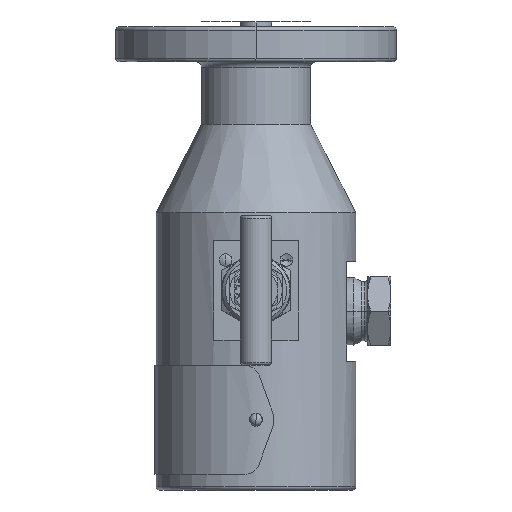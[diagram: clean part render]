
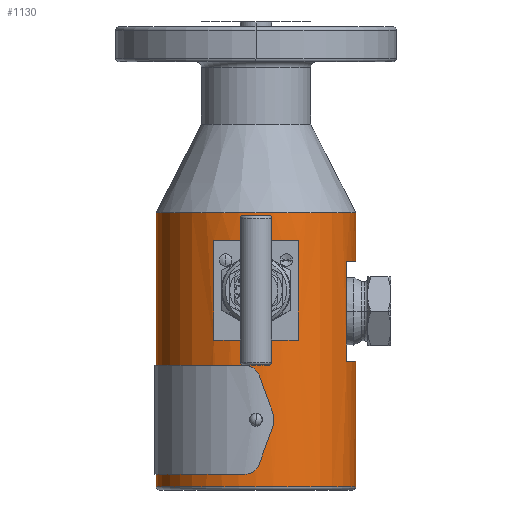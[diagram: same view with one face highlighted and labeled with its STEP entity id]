
A CAD part, left-side view. The second image highlights one B-rep face of the part: STEP entity #1130.
In plain terms, the highlighted cylindrical face has radius 32 mm (diameter 64 mm), a partial arc.
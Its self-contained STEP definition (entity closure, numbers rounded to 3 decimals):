
#181=CARTESIAN_POINT('',(0.,0.,5.));
#182=DIRECTION('',(0.,0.,-1.));
#183=DIRECTION('',(-0.906,-0.423,0.));
#184=AXIS2_PLACEMENT_3D('',#181,#182,#183);
#186=DIRECTION('',(0.,0.,1.));
#187=VECTOR('',#186,32.);
#188=CARTESIAN_POINT('',(-29.,13.528,-27.));
#189=LINE('',#188,#187);
#190=CARTESIAN_POINT('',(0.,0.,-27.));
#191=DIRECTION('',(0.,0.,1.));
#192=DIRECTION('',(-0.906,0.423,0.));
#193=AXIS2_PLACEMENT_3D('',#190,#191,#192);
#195=DIRECTION('',(0.,0.,1.));
#196=VECTOR('',#195,32.);
#197=CARTESIAN_POINT('',(-29.,-13.528,-27.));
#198=LINE('',#197,#196);
#199=CARTESIAN_POINT('',(0.,0.,-33.7));
#200=DIRECTION('',(0.,0.,1.));
#201=DIRECTION('',(-0.423,-0.906,0.));
#202=AXIS2_PLACEMENT_3D('',#199,#200,#201);
#204=CARTESIAN_POINT('',(0.,0.,-74.));
#205=DIRECTION('',(0.,0.,-1.));
#206=DIRECTION('',(0.,-1.,0.));
#207=AXIS2_PLACEMENT_3D('',#204,#205,#206);
#209=CARTESIAN_POINT('',(0.,0.,13.842));
#210=DIRECTION('',(0.,0.,1.));
#211=DIRECTION('',(0.,1.,0.));
#212=AXIS2_PLACEMENT_3D('',#209,#210,#211);
#214=CARTESIAN_POINT('',(0.,0.,-1.7));
#215=DIRECTION('',(0.,0.,1.));
#216=DIRECTION('',(-0.423,-0.906,0.));
#217=AXIS2_PLACEMENT_3D('',#214,#215,#216);
#219=DIRECTION('',(0.,0.,1.));
#220=VECTOR('',#219,32.);
#221=CARTESIAN_POINT('',(-13.528,-29.,-33.7));
#222=LINE('',#221,#220);
#223=CARTESIAN_POINT('',(-31.974,1.3,-52.5));
#224=CARTESIAN_POINT('',(-31.974,1.3,-52.657));
#225=CARTESIAN_POINT('',(-31.976,1.247,-52.951));
#226=CARTESIAN_POINT('',(-31.984,1.016,-53.353));
#227=CARTESIAN_POINT('',(-31.994,0.663,
-53.649));
#228=CARTESIAN_POINT('',(-32.,0.23,
-53.807));
#229=CARTESIAN_POINT('',(-32.,-0.23,
-53.807));
#230=CARTESIAN_POINT('',(-31.994,-0.663,
-53.649));
#231=CARTESIAN_POINT('',(-31.984,-1.016,
-53.353));
#232=CARTESIAN_POINT('',(-31.976,-1.247,
-52.951));
#233=CARTESIAN_POINT('',(-31.974,-1.3,-52.657));
#234=CARTESIAN_POINT('',(-31.974,-1.3,-52.5));
#236=CARTESIAN_POINT('',(-31.974,-1.3,-52.5));
#237=CARTESIAN_POINT('',(-31.974,-1.3,-52.343));
#238=CARTESIAN_POINT('',(-31.976,-1.247,
-52.049));
#239=CARTESIAN_POINT('',(-31.984,-1.016,
-51.647));
#240=CARTESIAN_POINT('',(-31.994,-0.663,
-51.351));
#241=CARTESIAN_POINT('',(-32.,-0.23,
-51.193));
#242=CARTESIAN_POINT('',(-32.,0.23,
-51.193));
#243=CARTESIAN_POINT('',(-31.994,0.663,
-51.351));
#244=CARTESIAN_POINT('',(-31.984,1.016,-51.647));
#245=CARTESIAN_POINT('',(-31.976,1.247,-52.049));
#246=CARTESIAN_POINT('',(-31.974,1.3,-52.343));
#247=CARTESIAN_POINT('',(-31.974,1.3,-52.5));
#263=DIRECTION('',(0.,0.,-1.));
#264=VECTOR('',#263,15.542);
#265=CARTESIAN_POINT('',(0.,-32.,13.842));
#266=LINE('',#265,#264);
#272=DIRECTION('',(0.,0.,-1.));
#273=VECTOR('',#272,87.842);
#274=CARTESIAN_POINT('',(0.,32.,13.842));
#275=LINE('',#274,#273);
#281=DIRECTION('',(0.,0.,-1.));
#282=VECTOR('',#281,40.3);
#283=CARTESIAN_POINT('',(0.,-32.,-33.7));
#284=LINE('',#283,#282);
#727=CARTESIAN_POINT('',(0.,32.,13.842));
#728=CARTESIAN_POINT('',(0.,-32.,13.842));
#729=VERTEX_POINT('',#727);
#730=VERTEX_POINT('',#728);
#743=CARTESIAN_POINT('',(0.,-32.,-74.));
#744=CARTESIAN_POINT('',(0.,32.,-74.));
#745=VERTEX_POINT('',#743);
#746=VERTEX_POINT('',#744);
#771=CARTESIAN_POINT('',(-29.,-13.528,5.));
#772=CARTESIAN_POINT('',(-29.,13.528,5.));
#773=VERTEX_POINT('',#771);
#774=VERTEX_POINT('',#772);
#775=CARTESIAN_POINT('',(-29.,13.528,-27.));
#776=VERTEX_POINT('',#775);
#777=CARTESIAN_POINT('',(-29.,-13.528,-27.));
#778=VERTEX_POINT('',#777);
#779=CARTESIAN_POINT('',(-13.528,-29.,-33.7));
#780=CARTESIAN_POINT('',(0.,-32.,-33.7));
#781=VERTEX_POINT('',#779);
#782=VERTEX_POINT('',#780);
#783=CARTESIAN_POINT('',(-13.528,-29.,-1.7));
#784=VERTEX_POINT('',#783);
#785=CARTESIAN_POINT('',(0.,-32.,-1.7));
#786=VERTEX_POINT('',#785);
#791=VERTEX_POINT('',#223);
#792=VERTEX_POINT('',#234);
#1091=CARTESIAN_POINT('',(0.,0.,-81.865));
#1092=DIRECTION('',(0.,0.,1.));
#1093=DIRECTION('',(0.,1.,0.));
#1094=AXIS2_PLACEMENT_3D('',#1091,#1092,#1093);
#1095=CYLINDRICAL_SURFACE('',#1094,32.);
#1097=ORIENTED_EDGE('',*,*,#1096,.T.);
#1099=ORIENTED_EDGE('',*,*,#1098,.T.);
#1101=ORIENTED_EDGE('',*,*,#1100,.T.);
#1103=ORIENTED_EDGE('',*,*,#1102,.F.);
#1105=ORIENTED_EDGE('',*,*,#1104,.T.);
#1107=ORIENTED_EDGE('',*,*,#1106,.T.);
#1109=ORIENTED_EDGE('',*,*,#1108,.F.);
#1111=ORIENTED_EDGE('',*,*,#1110,.F.);
#1112=EDGE_LOOP('',(#1097,#1099,#1101,#1103,#1105,#1107,#1109,#1111));
#1113=FACE_OUTER_BOUND('',#1112,.F.);
#1115=ORIENTED_EDGE('',*,*,#1114,.T.);
#1117=ORIENTED_EDGE('',*,*,#1116,.F.);
#1119=ORIENTED_EDGE('',*,*,#1118,.T.);
#1121=ORIENTED_EDGE('',*,*,#1120,.T.);
#1122=EDGE_LOOP('',(#1115,#1117,#1119,#1121));
#1123=FACE_BOUND('',#1122,.F.);
#1125=ORIENTED_EDGE('',*,*,#1124,.T.);
#1127=ORIENTED_EDGE('',*,*,#1126,.T.);
#1128=EDGE_LOOP('',(#1125,#1127));
#1129=FACE_BOUND('',#1128,.F.);
#1130=ADVANCED_FACE('',(#1113,#1123,#1129),#1095,.T.);
#185=CIRCLE('',#184,32.);
#194=CIRCLE('',#193,32.);
#203=CIRCLE('',#202,32.);
#208=CIRCLE('',#207,32.);
#213=CIRCLE('',#212,32.);
#218=CIRCLE('',#217,32.);
#235=B_SPLINE_CURVE_WITH_KNOTS('',3,(#223,#224,#225,#226,#227,#228,#229,#230,
#231,#232,#233,#234),.UNSPECIFIED.,.F.,.F.,(4,1,1,1,1,1,1,1,1,4),(0.,
0.111,0.222,0.333,0.444,
0.556,0.667,0.778,0.889,1.),
.UNSPECIFIED.);
#248=B_SPLINE_CURVE_WITH_KNOTS('',3,(#236,#237,#238,#239,#240,#241,#242,#243,
#244,#245,#246,#247),.UNSPECIFIED.,.F.,.F.,(4,1,1,1,1,1,1,1,1,4),(0.,
0.111,0.222,0.333,0.444,
0.556,0.667,0.778,0.889,1.),
.UNSPECIFIED.);
#1096=EDGE_CURVE('',#781,#782,#203,.T.);
#1098=EDGE_CURVE('',#782,#745,#284,.T.);
#1100=EDGE_CURVE('',#745,#746,#208,.T.);
#1102=EDGE_CURVE('',#729,#746,#275,.T.);
#1104=EDGE_CURVE('',#729,#730,#213,.T.);
#1106=EDGE_CURVE('',#730,#786,#266,.T.);
#1108=EDGE_CURVE('',#784,#786,#218,.T.);
#1110=EDGE_CURVE('',#781,#784,#222,.T.);
#1114=EDGE_CURVE('',#773,#774,#185,.T.);
#1116=EDGE_CURVE('',#776,#774,#189,.T.);
#1118=EDGE_CURVE('',#776,#778,#194,.T.);
#1120=EDGE_CURVE('',#778,#773,#198,.T.);
#1124=EDGE_CURVE('',#791,#792,#235,.T.);
#1126=EDGE_CURVE('',#792,#791,#248,.T.);
